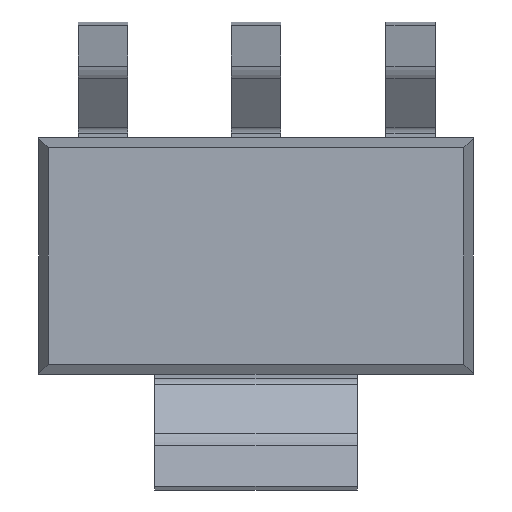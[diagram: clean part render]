
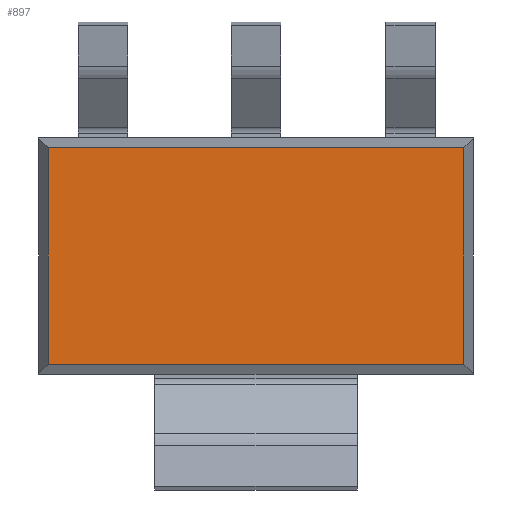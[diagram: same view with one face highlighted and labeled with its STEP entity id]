
A CAD part, front view. The second image highlights one B-rep face of the part: STEP entity #897.
In plain terms, the highlighted planar face has unit normal (0, -1, 0).
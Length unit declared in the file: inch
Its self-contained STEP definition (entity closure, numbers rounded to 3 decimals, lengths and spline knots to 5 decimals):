
#103 = CARTESIAN_POINT ( 'NONE',  ( -0.12234, 0.004, -0.06384 ) ) ;
#188 = CARTESIAN_POINT ( 'NONE',  ( 0.128, 0.004, 0.06384 ) ) ;
#505 = VECTOR ( 'NONE', #1719, 39.37008 ) ;
#531 = VERTEX_POINT ( 'NONE', #663 ) ;
#541 = PLANE ( 'NONE',  #1036 ) ;
#627 = CARTESIAN_POINT ( 'NONE',  ( -0.12234, 0.004, 0.06384 ) ) ;
#663 = CARTESIAN_POINT ( 'NONE',  ( 0.12234, 0.004, 0.06384 ) ) ;
#745 = VECTOR ( 'NONE', #1291, 39.37008 ) ;
#747 = EDGE_CURVE ( 'NONE', #1645, #531, #2066, .T. ) ;
#756 = VERTEX_POINT ( 'NONE', #627 ) ;
#767 = DIRECTION ( 'NONE',  ( -1., 0., 0. ) ) ;
#805 = CARTESIAN_POINT ( 'NONE',  ( 0.12234, 0.004, -0.0695 ) ) ;
#810 = LINE ( 'NONE', #188, #745 ) ;
#879 = DIRECTION ( 'NONE',  ( 0., 1., 0. ) ) ;
#897 = ADVANCED_FACE ( 'NONE', ( #2228 ), #541, .F. ) ;
#1031 = DIRECTION ( 'NONE',  ( 0., 0., 1. ) ) ;
#1036 = AXIS2_PLACEMENT_3D ( 'NONE', #1064, #879, #1622 ) ;
#1064 = CARTESIAN_POINT ( 'NONE',  ( 0.128, 0.004, 0.06384 ) ) ;
#1147 = VECTOR ( 'NONE', #767, 39.37008 ) ;
#1170 = CARTESIAN_POINT ( 'NONE',  ( 0.12234, 0.004, -0.06384 ) ) ;
#1196 = EDGE_CURVE ( 'NONE', #1751, #756, #1744, .T. ) ;
#1269 = VECTOR ( 'NONE', #1031, 39.37008 ) ;
#1291 = DIRECTION ( 'NONE',  ( -1., 0., 0. ) ) ;
#1381 = EDGE_LOOP ( 'NONE', ( #2199, #1930, #1923, #1925 ) ) ;
#1447 = EDGE_CURVE ( 'NONE', #531, #756, #810, .T. ) ;
#1554 = CARTESIAN_POINT ( 'NONE',  ( -0.12234, 0.004, -0.0695 ) ) ;
#1581 = EDGE_CURVE ( 'NONE', #1645, #1751, #2111, .T. ) ;
#1622 = DIRECTION ( 'NONE',  ( 0., 0., 1. ) ) ;
#1645 = VERTEX_POINT ( 'NONE', #1170 ) ;
#1719 = DIRECTION ( 'NONE',  ( 0., 0., 1. ) ) ;
#1744 = LINE ( 'NONE', #1554, #1269 ) ;
#1751 = VERTEX_POINT ( 'NONE', #103 ) ;
#1923 = ORIENTED_EDGE ( 'NONE', *, *, #747, .T. ) ;
#1925 = ORIENTED_EDGE ( 'NONE', *, *, #1447, .T. ) ;
#1930 = ORIENTED_EDGE ( 'NONE', *, *, #1581, .F. ) ;
#2066 = LINE ( 'NONE', #805, #505 ) ;
#2111 = LINE ( 'NONE', #2206, #1147 ) ;
#2199 = ORIENTED_EDGE ( 'NONE', *, *, #1196, .F. ) ;
#2206 = CARTESIAN_POINT ( 'NONE',  ( 0.128, 0.004, -0.06384 ) ) ;
#2228 = FACE_OUTER_BOUND ( 'NONE', #1381, .T. ) ;
